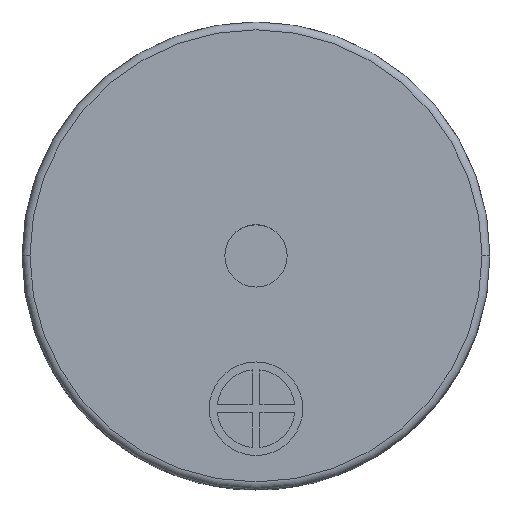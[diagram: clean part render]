
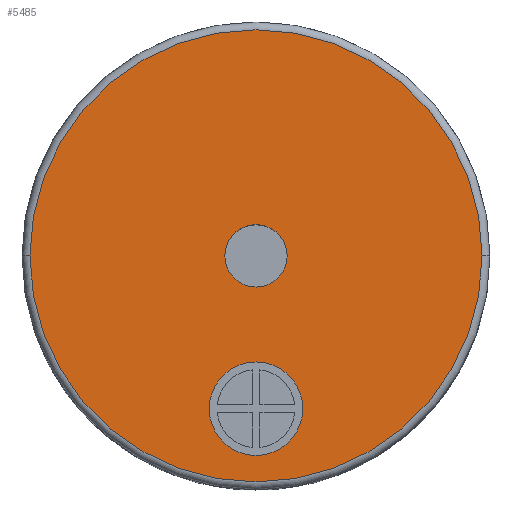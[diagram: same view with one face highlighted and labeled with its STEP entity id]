
A CAD part, top view. The second image highlights one B-rep face of the part: STEP entity #5485.
In plain terms, the highlighted planar face has unit normal (0, 0, 1).
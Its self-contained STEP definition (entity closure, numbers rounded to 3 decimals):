
#137=CARTESIAN_POINT('',(0.,0.,5.45));
#138=DIRECTION('',(0.,0.,1.));
#139=DIRECTION('',(1.,0.,0.));
#140=AXIS2_PLACEMENT_3D('',#137,#138,#139);
#145=CARTESIAN_POINT('',(0.,0.,5.45));
#146=DIRECTION('',(0.,0.,1.));
#147=DIRECTION('',(-1.,0.,0.));
#148=AXIS2_PLACEMENT_3D('',#145,#146,#147);
#153=CARTESIAN_POINT('',(0.,0.,5.45));
#154=DIRECTION('',(0.,0.,-1.));
#155=DIRECTION('',(-1.,0.,0.));
#156=AXIS2_PLACEMENT_3D('',#153,#154,#155);
#161=CARTESIAN_POINT('',(0.,0.,5.45));
#162=DIRECTION('',(0.,0.,-1.));
#163=DIRECTION('',(1.,0.,0.));
#164=AXIS2_PLACEMENT_3D('',#161,#162,#163);
#169=CARTESIAN_POINT('',(0.,-2.941,5.45));
#170=DIRECTION('',(0.,0.,-1.));
#171=DIRECTION('',(-1.,0.,0.));
#172=AXIS2_PLACEMENT_3D('',#169,#170,#171);
#177=CARTESIAN_POINT('',(0.,-2.941,5.45));
#178=DIRECTION('',(0.,0.,-1.));
#179=DIRECTION('',(1.,0.,0.));
#180=AXIS2_PLACEMENT_3D('',#177,#178,#179);
#4517=CARTESIAN_POINT('',(0.6,0.,5.45));
#4518=CARTESIAN_POINT('',(-0.6,0.,5.45));
#4519=VERTEX_POINT('',#4517);
#4520=VERTEX_POINT('',#4518);
#4533=CARTESIAN_POINT('',(4.35,0.,5.45));
#4534=VERTEX_POINT('',#4533);
#4591=CARTESIAN_POINT('',(-4.35,0.,5.45));
#4592=VERTEX_POINT('',#4591);
#4597=CARTESIAN_POINT('',(-0.9,-2.941,5.45));
#4598=CARTESIAN_POINT('',(0.9,-2.941,5.45));
#4599=VERTEX_POINT('',#4597);
#4600=VERTEX_POINT('',#4598);
#5464=CARTESIAN_POINT('',(0.,0.,5.45));
#5465=DIRECTION('',(0.,0.,1.));
#5466=DIRECTION('',(1.,0.,0.));
#5467=AXIS2_PLACEMENT_3D('',#5464,#5465,#5466);
#5468=PLANE('',#5467);
#5469=ORIENTED_EDGE('',*,*,#5430,.F.);
#5470=ORIENTED_EDGE('',*,*,#5450,.F.);
#5471=EDGE_LOOP('',(#5469,#5470));
#5472=FACE_OUTER_BOUND('',#5471,.F.);
#5474=ORIENTED_EDGE('',*,*,#5473,.F.);
#5476=ORIENTED_EDGE('',*,*,#5475,.F.);
#5477=EDGE_LOOP('',(#5474,#5476));
#5478=FACE_BOUND('',#5477,.F.);
#5480=ORIENTED_EDGE('',*,*,#5479,.F.);
#5482=ORIENTED_EDGE('',*,*,#5481,.F.);
#5483=EDGE_LOOP('',(#5480,#5482));
#5484=FACE_BOUND('',#5483,.F.);
#141=CIRCLE('',#140,4.35);
#149=CIRCLE('',#148,4.35);
#157=CIRCLE('',#156,0.6);
#165=CIRCLE('',#164,0.6);
#173=CIRCLE('',#172,0.9);
#181=CIRCLE('',#180,0.9);
#5430=EDGE_CURVE('',#4534,#4592,#141,.T.);
#5450=EDGE_CURVE('',#4592,#4534,#149,.T.);
#5473=EDGE_CURVE('',#4520,#4519,#157,.T.);
#5475=EDGE_CURVE('',#4519,#4520,#165,.T.);
#5479=EDGE_CURVE('',#4599,#4600,#173,.T.);
#5481=EDGE_CURVE('',#4600,#4599,#181,.T.);
#5485=ADVANCED_FACE('',(#5472,#5478,#5484),#5468,.T.);
